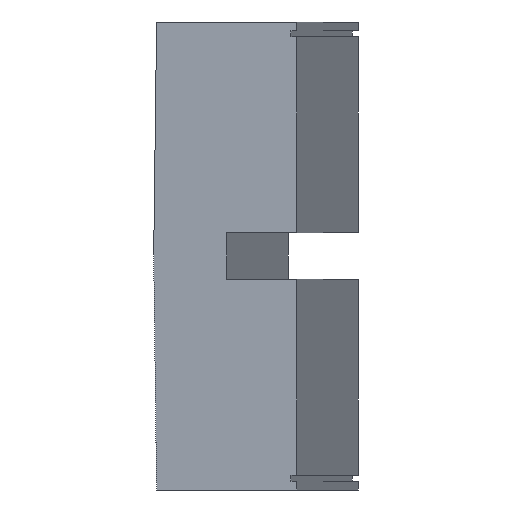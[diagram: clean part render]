
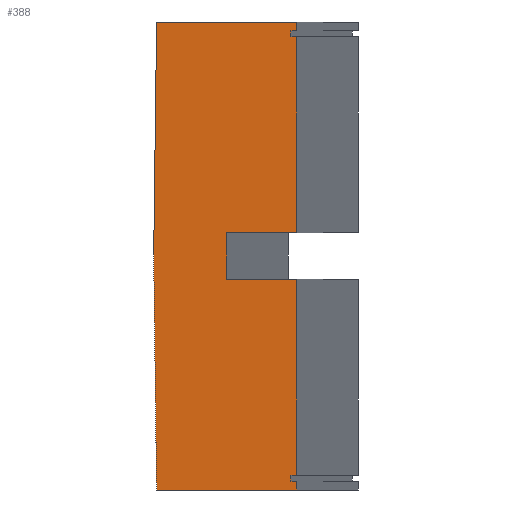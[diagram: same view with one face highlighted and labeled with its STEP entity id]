
A CAD part, left-side view. The second image highlights one B-rep face of the part: STEP entity #388.
In plain terms, the highlighted planar face has unit normal (-0.998, 0.057, 0).
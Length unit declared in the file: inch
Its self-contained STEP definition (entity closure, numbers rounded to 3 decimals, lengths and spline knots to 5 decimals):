
#34=FACE_OUTER_BOUND('',#54,.T.);
#54=EDGE_LOOP('',(#332,#333,#334,#335,#336,#337,#338,#339,#340,#341,#342,
#343,#344,#345,#346,#347,#348));
#71=LINE('',#554,#123);
#74=LINE('',#560,#126);
#77=LINE('',#566,#129);
#80=LINE('',#572,#132);
#85=LINE('',#582,#137);
#88=LINE('',#587,#140);
#90=LINE('',#591,#142);
#92=LINE('',#594,#144);
#93=LINE('',#596,#145);
#94=LINE('',#599,#146);
#96=LINE('',#603,#148);
#98=LINE('',#606,#150);
#99=LINE('',#609,#151);
#101=LINE('',#613,#153);
#103=LINE('',#616,#155);
#104=LINE('',#619,#156);
#106=LINE('',#622,#158);
#123=VECTOR('',#445,0.3937);
#126=VECTOR('',#450,0.3937);
#129=VECTOR('',#455,0.3937);
#132=VECTOR('',#460,0.3937);
#137=VECTOR('',#469,0.3937);
#140=VECTOR('',#474,0.3937);
#142=VECTOR('',#478,0.3937);
#144=VECTOR('',#482,0.3937);
#145=VECTOR('',#485,0.3937);
#146=VECTOR('',#488,0.3937);
#148=VECTOR('',#492,0.3937);
#150=VECTOR('',#496,0.3937);
#151=VECTOR('',#499,0.3937);
#153=VECTOR('',#503,0.3937);
#155=VECTOR('',#507,0.3937);
#156=VECTOR('',#510,0.3937);
#158=VECTOR('',#514,0.3937);
#175=VERTEX_POINT('',#552);
#176=VERTEX_POINT('',#553);
#177=VERTEX_POINT('',#558);
#178=VERTEX_POINT('',#559);
#179=VERTEX_POINT('',#564);
#180=VERTEX_POINT('',#565);
#181=VERTEX_POINT('',#570);
#182=VERTEX_POINT('',#571);
#184=VERTEX_POINT('',#580);
#185=VERTEX_POINT('',#581);
#186=VERTEX_POINT('',#586);
#187=VERTEX_POINT('',#590);
#188=VERTEX_POINT('',#598);
#189=VERTEX_POINT('',#602);
#190=VERTEX_POINT('',#608);
#191=VERTEX_POINT('',#612);
#192=VERTEX_POINT('',#618);
#209=EDGE_CURVE('',#175,#176,#71,.T.);
#212=EDGE_CURVE('',#177,#178,#74,.T.);
#215=EDGE_CURVE('',#179,#180,#77,.T.);
#218=EDGE_CURVE('',#181,#182,#80,.T.);
#223=EDGE_CURVE('',#184,#185,#85,.T.);
#226=EDGE_CURVE('',#186,#177,#88,.T.);
#228=EDGE_CURVE('',#187,#184,#90,.T.);
#230=EDGE_CURVE('',#185,#186,#92,.T.);
#231=EDGE_CURVE('',#178,#179,#93,.T.);
#232=EDGE_CURVE('',#188,#187,#94,.T.);
#234=EDGE_CURVE('',#189,#188,#96,.T.);
#236=EDGE_CURVE('',#180,#175,#98,.T.);
#237=EDGE_CURVE('',#190,#189,#99,.T.);
#239=EDGE_CURVE('',#191,#190,#101,.T.);
#241=EDGE_CURVE('',#176,#181,#103,.T.);
#242=EDGE_CURVE('',#182,#192,#104,.T.);
#244=EDGE_CURVE('',#192,#191,#106,.T.);
#332=ORIENTED_EDGE('',*,*,#242,.F.);
#333=ORIENTED_EDGE('',*,*,#218,.F.);
#334=ORIENTED_EDGE('',*,*,#241,.F.);
#335=ORIENTED_EDGE('',*,*,#209,.F.);
#336=ORIENTED_EDGE('',*,*,#236,.F.);
#337=ORIENTED_EDGE('',*,*,#215,.F.);
#338=ORIENTED_EDGE('',*,*,#231,.F.);
#339=ORIENTED_EDGE('',*,*,#212,.F.);
#340=ORIENTED_EDGE('',*,*,#226,.F.);
#341=ORIENTED_EDGE('',*,*,#230,.F.);
#342=ORIENTED_EDGE('',*,*,#223,.F.);
#343=ORIENTED_EDGE('',*,*,#228,.F.);
#344=ORIENTED_EDGE('',*,*,#232,.F.);
#345=ORIENTED_EDGE('',*,*,#234,.F.);
#346=ORIENTED_EDGE('',*,*,#237,.F.);
#347=ORIENTED_EDGE('',*,*,#239,.F.);
#348=ORIENTED_EDGE('',*,*,#244,.F.);
#368=PLANE('',#422);
#388=ADVANCED_FACE('',(#34),#368,.F.);
#422=AXIS2_PLACEMENT_3D('',#623,#515,#516);
#445=DIRECTION('',(0.,0.,-1.));
#450=DIRECTION('',(0.,0.,-1.));
#455=DIRECTION('',(0.,0.,-1.));
#460=DIRECTION('',(0.,0.,-1.));
#469=DIRECTION('',(0.001,0.012,1.));
#474=DIRECTION('',(-0.056,-0.998,0.));
#478=DIRECTION('',(0.056,0.998,0.));
#482=DIRECTION('',(-0.001,-0.012,1.));
#485=DIRECTION('',(0.056,0.998,0.));
#488=DIRECTION('',(0.,0.,-1.));
#492=DIRECTION('',(-0.056,-0.998,0.));
#496=DIRECTION('',(-0.056,-0.998,0.));
#499=DIRECTION('',(0.,0.,-1.));
#503=DIRECTION('',(0.056,0.998,0.));
#507=DIRECTION('',(0.056,0.998,0.));
#510=DIRECTION('',(-0.056,-0.998,0.));
#514=DIRECTION('',(0.,0.,-1.));
#515=DIRECTION('center_axis',(0.998,-0.056,0.));
#516=DIRECTION('ref_axis',(-0.056,-0.998,0.));
#552=CARTESIAN_POINT('',(483.87114,112.69816,-0.625));
#553=CARTESIAN_POINT('',(483.87114,112.69816,-9.));
#554=CARTESIAN_POINT('',(483.87114,112.69816,0.));
#558=CARTESIAN_POINT('',(483.87114,112.69816,0.));
#559=CARTESIAN_POINT('',(483.87114,112.69816,-0.375));
#560=CARTESIAN_POINT('',(483.87114,112.69816,0.));
#564=CARTESIAN_POINT('',(483.88526,112.94776,-0.375));
#565=CARTESIAN_POINT('',(483.88526,112.94776,-0.625));
#566=CARTESIAN_POINT('',(483.88526,112.94776,-0.3125));
#570=CARTESIAN_POINT('',(484.04055,115.69337,-9.));
#571=CARTESIAN_POINT('',(484.04055,115.69337,-11.));
#572=CARTESIAN_POINT('',(484.04055,115.69337,-5.5));
#580=CARTESIAN_POINT('',(484.20996,118.68858,-20.));
#581=CARTESIAN_POINT('',(484.21702,118.81339,-10.));
#582=CARTESIAN_POINT('',(484.21702,118.8134,-9.99844));
#586=CARTESIAN_POINT('',(484.20996,118.68858,0.));
#587=CARTESIAN_POINT('',(483.84776,112.28468,0.));
#590=CARTESIAN_POINT('',(483.87114,112.69816,-20.));
#591=CARTESIAN_POINT('',(483.84776,112.28468,-20.));
#594=CARTESIAN_POINT('',(484.2135,118.75102,-5.00312));
#596=CARTESIAN_POINT('',(484.34408,121.05979,-0.375));
#598=CARTESIAN_POINT('',(483.87114,112.69816,-19.625));
#599=CARTESIAN_POINT('',(483.87114,112.69816,0.));
#602=CARTESIAN_POINT('',(483.88526,112.94776,-19.625));
#603=CARTESIAN_POINT('',(484.33702,120.93499,-19.625));
#606=CARTESIAN_POINT('',(484.33702,120.93499,-0.625));
#608=CARTESIAN_POINT('',(483.88526,112.94776,-19.375));
#609=CARTESIAN_POINT('',(483.88526,112.94776,-9.8125));
#612=CARTESIAN_POINT('',(483.87114,112.69816,-19.375));
#613=CARTESIAN_POINT('',(484.34408,121.05979,-19.375));
#616=CARTESIAN_POINT('',(484.42173,122.4326,-9.));
#618=CARTESIAN_POINT('',(483.87114,112.69816,-11.));
#619=CARTESIAN_POINT('',(484.33702,120.93499,-11.));
#622=CARTESIAN_POINT('',(483.87114,112.69816,0.));
#623=CARTESIAN_POINT('Origin',(484.2382,119.18779,0.));
